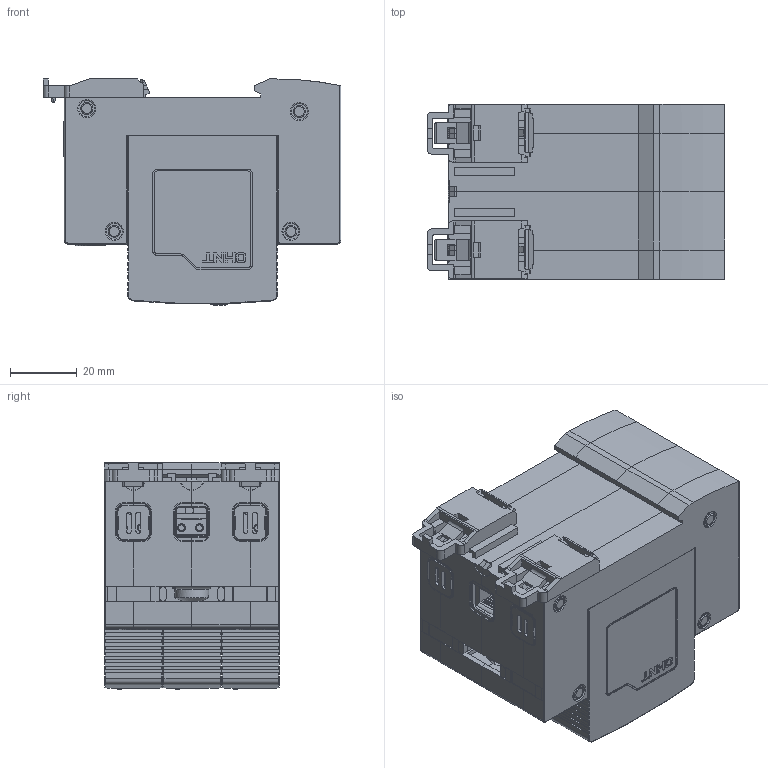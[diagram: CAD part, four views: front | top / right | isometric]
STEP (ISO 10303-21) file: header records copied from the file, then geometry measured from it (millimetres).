
FILE_DESCRIPTION((''),'2;1');
FILE_NAME('123','2024-04-29T13:17:27',('wanghy1'),(''),'CREO PARAMETRIC BY PTC INC, 2020044','CREO PARAMETRIC BY PTC INC, 2020044','');
FILE_SCHEMA(('CONFIG_CONTROL_DESIGN','SHAPE_APPEARANCE_LAYERS_GROUPS'));
Products named in the file (1): 123
Bounding box: 89.33 x 52.6 x 67.8 mm (x, y, z)
Surface area: 139722.9 mm2 (no closed solid volume)
Topology: 0 solids, 48 shells, 7203 faces, 20320 edges, 13365 vertices
Faces by surface type: plane 5513, cylinder 1305, torus 198, cone 120, bspline 44, sphere 23
Entity records: 275909 total; most frequent: CARTESIAN_POINT 44950, ORIENTED_EDGE 40608, DIRECTION 37494, EDGE_CURVE 20304, VECTOR 16600, LINE 16600, VERTEX_POINT 13373, AXIS2_PLACEMENT_3D 10447
